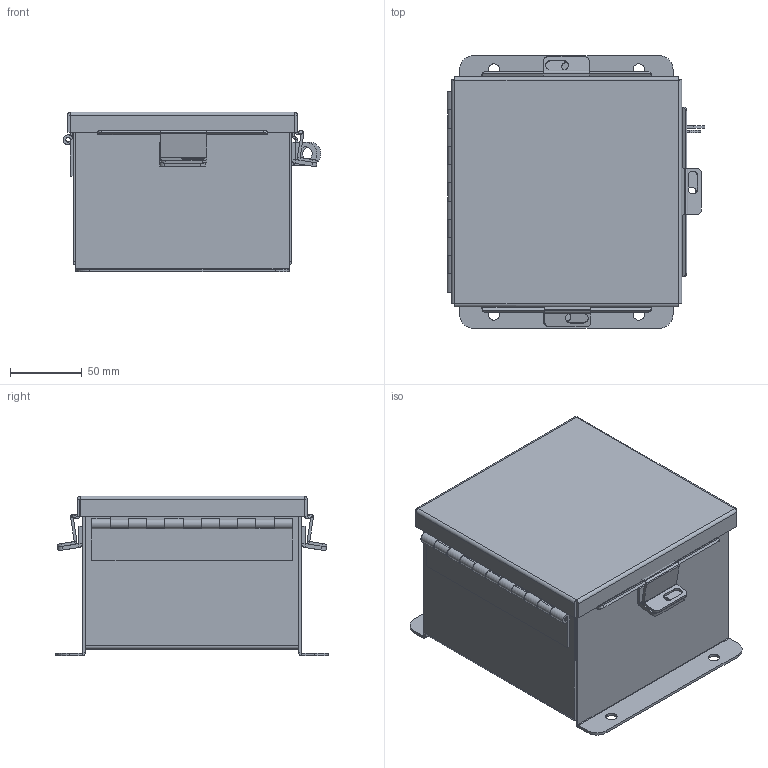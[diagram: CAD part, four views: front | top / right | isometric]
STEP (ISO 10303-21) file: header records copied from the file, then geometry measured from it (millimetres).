
FILE_DESCRIPTION (( 'STEP AP203' ), '1' );
FILE_NAME ('N060604CHNFSS6WP.STEP', '2014-03-04T16:49:24', ( 'changeme' ), ( 'Microsoft' ), 'SwSTEP 2.0', 'SolidWorks 2013', '' );
FILE_SCHEMA (( 'CONFIG_CONTROL_DESIGN' ));
Length unit declared in the file: inch
Products named in the file (15): N060604CHNFSS6WP HW-CD-S-25020-034; N060604CHNFSS6WP _JIC Hinge; HW-CLH-JH-20154; N060604CHNFSS6WP JIC_Cover_Template; HW-CLH-JH-20104; N060604CHNFSS6WP JIC_Standoff; N060604CHNFSS6WP; N060604CHNFSS6WP JIC Backpanel; N060604CHNFSS6WP JIC Clamp Bracket; N060604CHNFSS6WP JIC Cover Clamp; N060604CHNFSS6WP JIC Enclosure Template; N060604CHNFSS6WP JIC Top; N060604CHNFSS6WP Hinge Body Side; N060604CHNFSS6WP JIC Bottom; N060604CHNFSS6WP Hinge Cover Side JIC
Assembly tree (22 placements, depth 3):
  N060604CHNFSS6WP
    N060604CHNFSS6WP JIC Enclosure Template
    N060604CHNFSS6WP _JIC Hinge
      N060604CHNFSS6WP Hinge Body Side
      N060604CHNFSS6WP Hinge Cover Side JIC
    N060604CHNFSS6WP JIC_Cover_Template
    N060604CHNFSS6WP JIC_Standoff  x4
    N060604CHNFSS6WP JIC Backpanel
    N060604CHNFSS6WP JIC Clamp Bracket  x3
    N060604CHNFSS6WP JIC Cover Clamp  x3
    N060604CHNFSS6WP JIC Top
    N060604CHNFSS6WP JIC Bottom
    N060604CHNFSS6WP HW-CD-S-25020-034  x2
    HW-CLH-JH-20154
    HW-CLH-JH-20104
Bounding box: 179.62 x 189.88 x 111.5 mm (x, y, z)
Volume: 300352 mm3; surface area: 327231.6 mm2
Topology: 21 solids, 21 shells, 548 faces, 1253 edges, 753 vertices
Faces by surface type: plane 343, cylinder 185, bspline 8, torus 8, cone 4
Entity records: 14151 total; most frequent: CARTESIAN_POINT 2456, DIRECTION 2136, ORIENTED_EDGE 1978, EDGE_CURVE 989, AXIS2_PLACEMENT_3D 723, LINE 690, VECTOR 690, VERTEX_POINT 595
